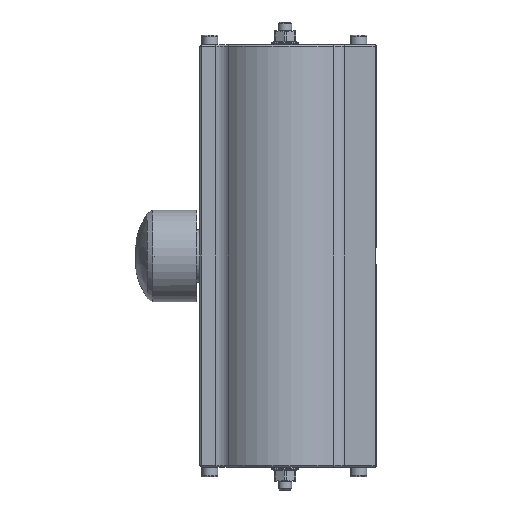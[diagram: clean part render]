
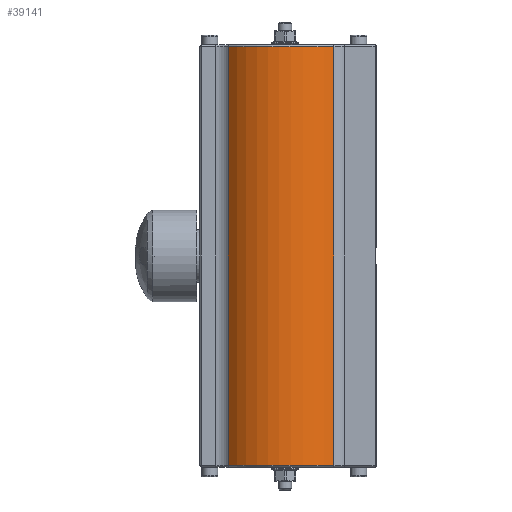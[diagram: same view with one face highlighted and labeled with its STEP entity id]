
A CAD part, left-side view. The second image highlights one B-rep face of the part: STEP entity #39141.
In plain terms, the highlighted cylindrical face has radius 45.5 mm (diameter 91 mm), a partial arc.
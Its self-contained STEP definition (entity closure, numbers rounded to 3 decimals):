
#1361=LINE('',#69940,#4030);
#1362=LINE('',#69942,#4031);
#4030=VECTOR('',#48964,10.);
#4031=VECTOR('',#48967,10.);
#9759=FACE_OUTER_BOUND('',#12273,.T.);
#12273=EDGE_LOOP('',(#29628,#29629,#29630,#29631));
#14170=CIRCLE('',#41373,45.5);
#14470=CIRCLE('',#41948,45.5);
#16321=VERTEX_POINT('',#62718);
#16322=VERTEX_POINT('',#62722);
#16913=VERTEX_POINT('',#69299);
#16914=VERTEX_POINT('',#69303);
#20358=EDGE_CURVE('',#16321,#16322,#14170,.T.);
#21340=EDGE_CURVE('',#16913,#16914,#14470,.T.);
#21559=EDGE_CURVE('',#16322,#16914,#1361,.T.);
#21560=EDGE_CURVE('',#16321,#16913,#1362,.T.);
#29628=ORIENTED_EDGE('',*,*,#21560,.T.);
#29629=ORIENTED_EDGE('',*,*,#21340,.T.);
#29630=ORIENTED_EDGE('',*,*,#21559,.F.);
#29631=ORIENTED_EDGE('',*,*,#20358,.F.);
#35346=CYLINDRICAL_SURFACE('',#42199,45.5);
#39141=ADVANCED_FACE('',(#9759),#35346,.T.);
#41373=AXIS2_PLACEMENT_3D('',#62724,#46833,#46834);
#41948=AXIS2_PLACEMENT_3D('',#69305,#48375,#48376);
#42199=AXIS2_PLACEMENT_3D('',#69941,#48965,#48966);
#46833=DIRECTION('center_axis',(0.,0.,
1.));
#46834=DIRECTION('ref_axis',(-0.997,0.076,0.));
#48375=DIRECTION('center_axis',(0.,0.,
1.));
#48376=DIRECTION('ref_axis',(-0.997,0.076,0.));
#48964=DIRECTION('',(0.,0.,-1.));
#48965=DIRECTION('center_axis',(0.,0.,1.));
#48966=DIRECTION('ref_axis',(0.649,-0.761,0.));
#48967=DIRECTION('',(0.,0.,-1.));
#62718=CARTESIAN_POINT('',(94.524,108.631,233.582));
#62722=CARTESIAN_POINT('',(89.605,44.258,233.582));
#62724=CARTESIAN_POINT('Origin',(124.037,74.002,233.582));
#69299=CARTESIAN_POINT('',(94.524,108.631,-22.418));
#69303=CARTESIAN_POINT('',(89.605,44.258,-22.418));
#69305=CARTESIAN_POINT('Origin',(124.037,74.002,-22.418));
#69940=CARTESIAN_POINT('',(89.605,44.258,105.582));
#69941=CARTESIAN_POINT('Origin',(124.037,74.002,105.582));
#69942=CARTESIAN_POINT('',(94.524,108.631,105.582));
